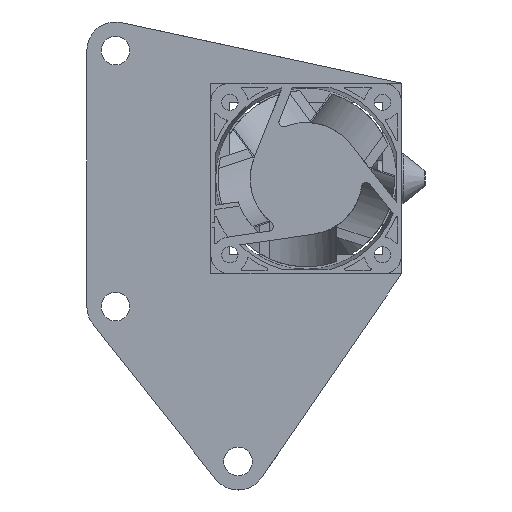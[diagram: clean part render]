
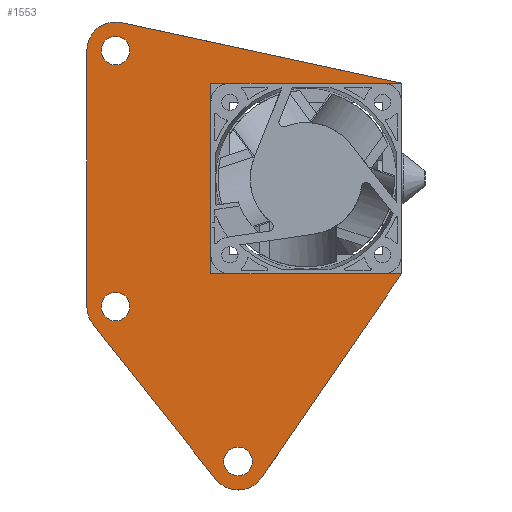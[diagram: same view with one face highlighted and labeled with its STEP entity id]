
A CAD part, left-side view. The second image highlights one B-rep face of the part: STEP entity #1553.
In plain terms, the highlighted planar face has unit normal (-1, 0, 0).
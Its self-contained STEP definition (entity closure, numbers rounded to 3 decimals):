
#21 = CARTESIAN_POINT ( 'NONE',  ( -10., 0., 20. ) ) ;
#257 = DIRECTION ( 'NONE',  ( 0., 1., 0. ) ) ;
#262 = DIRECTION ( 'NONE',  ( 1., 0., 0. ) ) ;
#269 = AXIS2_PLACEMENT_3D ( 'NONE', #3261, #7925, #4169 ) ;
#429 = ORIENTED_EDGE ( 'NONE', *, *, #1158, .T. ) ;
#525 = CARTESIAN_POINT ( 'NONE',  ( -10., 60., 23.845 ) ) ;
#621 = EDGE_CURVE ( 'NONE', #3772, #11850, #11092, .T. ) ;
#648 = CARTESIAN_POINT ( 'NONE',  ( -10., 60., -26.845 ) ) ;
#675 = VECTOR ( 'NONE', #257, 1000. ) ;
#713 = ORIENTED_EDGE ( 'NONE', *, *, #2386, .T. ) ;
#752 = CIRCLE ( 'NONE', #10939, 6. ) ;
#907 = EDGE_CURVE ( 'NONE', #2512, #6018, #3735, .T. ) ;
#912 = VECTOR ( 'NONE', #3597, 1000. ) ;
#969 = ORIENTED_EDGE ( 'NONE', *, *, #8229, .F. ) ;
#1072 = ORIENTED_EDGE ( 'NONE', *, *, #9786, .F. ) ;
#1153 = VERTEX_POINT ( 'NONE', #2114 ) ;
#1158 = EDGE_CURVE ( 'NONE', #1153, #4996, #3568, .T. ) ;
#1243 = DIRECTION ( 'NONE',  ( 0., 0.621, 0.784 ) ) ;
#1288 = CARTESIAN_POINT ( 'NONE',  ( -10., 60., 26.845 ) ) ;
#1368 = CARTESIAN_POINT ( 'NONE',  ( -10., 60., 29.845 ) ) ;
#1445 = VERTEX_POINT ( 'NONE', #6403 ) ;
#1456 = FACE_BOUND ( 'NONE', #5627, .T. ) ;
#1491 = ORIENTED_EDGE ( 'NONE', *, *, #3847, .T. ) ;
#1540 = CARTESIAN_POINT ( 'NONE',  ( -10., 66., 26.845 ) ) ;
#1553 = ADVANCED_FACE ( 'NONE', ( #1456, #3986, #5853, #2351 ), #9555, .F. ) ;
#1644 = EDGE_CURVE ( 'NONE', #11389, #10801, #2983, .T. ) ;
#1767 = CIRCLE ( 'NONE', #5054, 3. ) ;
#1819 = CIRCLE ( 'NONE', #8385, 6. ) ;
#1835 = CARTESIAN_POINT ( 'NONE',  ( -10., 38.994, -63.04 ) ) ;
#1901 = AXIS2_PLACEMENT_3D ( 'NONE', #11765, #3481, #10906 ) ;
#1987 = CIRCLE ( 'NONE', #269, 3. ) ;
#2042 = AXIS2_PLACEMENT_3D ( 'NONE', #8515, #262, #11405 ) ;
#2075 = DIRECTION ( 'NONE',  ( 0., 0., -1. ) ) ;
#2083 = VERTEX_POINT ( 'NONE', #3704 ) ;
#2114 = CARTESIAN_POINT ( 'NONE',  ( -10., 34.29, -62.315 ) ) ;
#2189 = LINE ( 'NONE', #9504, #7731 ) ;
#2243 = AXIS2_PLACEMENT_3D ( 'NONE', #648, #6041, #10594 ) ;
#2336 = CARTESIAN_POINT ( 'NONE',  ( -10., 60., 26.845 ) ) ;
#2351 = FACE_OUTER_BOUND ( 'NONE', #8618, .T. ) ;
#2368 = ORIENTED_EDGE ( 'NONE', *, *, #621, .F. ) ;
#2386 = EDGE_CURVE ( 'NONE', #4996, #1153, #7104, .T. ) ;
#2395 = DIRECTION ( 'NONE',  ( 0., 0., -1. ) ) ;
#2476 = CARTESIAN_POINT ( 'NONE',  ( -10., 40., -20. ) ) ;
#2512 = VERTEX_POINT ( 'NONE', #10056 ) ;
#2983 = CIRCLE ( 'NONE', #3358, 3. ) ;
#3179 = VERTEX_POINT ( 'NONE', #1835 ) ;
#3187 = DIRECTION ( 'NONE',  ( 0., 0., -1. ) ) ;
#3261 = CARTESIAN_POINT ( 'NONE',  ( -10., 60., -26.845 ) ) ;
#3271 = LINE ( 'NONE', #1540, #3369 ) ;
#3358 = AXIS2_PLACEMENT_3D ( 'NONE', #3376, #10867, #9793 ) ;
#3369 = VECTOR ( 'NONE', #6109, 1000. ) ;
#3376 = CARTESIAN_POINT ( 'NONE',  ( -10., 60., -26.845 ) ) ;
#3390 = VECTOR ( 'NONE', #1243, 1000. ) ;
#3456 = CARTESIAN_POINT ( 'NONE',  ( -10., 34.29, -59.315 ) ) ;
#3481 = DIRECTION ( 'NONE',  ( 1., 0., 0. ) ) ;
#3501 = CARTESIAN_POINT ( 'NONE',  ( -10., 34.29, -59.315 ) ) ;
#3544 = DIRECTION ( 'NONE',  ( 1., 0., 0. ) ) ;
#3568 = CIRCLE ( 'NONE', #2042, 3. ) ;
#3597 = DIRECTION ( 'NONE',  ( 0., 0.566, -0.824 ) ) ;
#3633 = DIRECTION ( 'NONE',  ( 0., 0., -1. ) ) ;
#3689 = DIRECTION ( 'NONE',  ( 0., 0., -1. ) ) ;
#3704 = CARTESIAN_POINT ( 'NONE',  ( -10., 66., -26.845 ) ) ;
#3735 = LINE ( 'NONE', #11229, #7630 ) ;
#3772 = VERTEX_POINT ( 'NONE', #7724 ) ;
#3847 = EDGE_CURVE ( 'NONE', #7301, #7239, #1767, .T. ) ;
#3871 = CARTESIAN_POINT ( 'NONE',  ( -10., 60., -29.845 ) ) ;
#3986 = FACE_BOUND ( 'NONE', #5869, .T. ) ;
#4009 = ORIENTED_EDGE ( 'NONE', *, *, #907, .F. ) ;
#4169 = DIRECTION ( 'NONE',  ( 0., 0., -1. ) ) ;
#4172 = CARTESIAN_POINT ( 'NONE',  ( -10., 40., 20. ) ) ;
#4302 = ORIENTED_EDGE ( 'NONE', *, *, #1644, .T. ) ;
#4380 = EDGE_CURVE ( 'NONE', #4643, #7555, #2189, .T. ) ;
#4507 = CIRCLE ( 'NONE', #7396, 3. ) ;
#4555 = CARTESIAN_POINT ( 'NONE',  ( -10., 64.704, -30.57 ) ) ;
#4566 = ORIENTED_EDGE ( 'NONE', *, *, #6134, .F. ) ;
#4643 = VERTEX_POINT ( 'NONE', #4172 ) ;
#4690 = ORIENTED_EDGE ( 'NONE', *, *, #11295, .F. ) ;
#4724 = DIRECTION ( 'NONE',  ( 1., 0., 0. ) ) ;
#4996 = VERTEX_POINT ( 'NONE', #5650 ) ;
#5016 = EDGE_CURVE ( 'NONE', #7555, #3772, #5431, .T. ) ;
#5054 = AXIS2_PLACEMENT_3D ( 'NONE', #2336, #8923, #2395 ) ;
#5188 = AXIS2_PLACEMENT_3D ( 'NONE', #3456, #8958, #3633 ) ;
#5431 = LINE ( 'NONE', #2476, #8244 ) ;
#5443 = CARTESIAN_POINT ( 'NONE',  ( -10., 60., 26.845 ) ) ;
#5462 = VERTEX_POINT ( 'NONE', #4555 ) ;
#5627 = EDGE_LOOP ( 'NONE', ( #429, #713 ) ) ;
#5650 = CARTESIAN_POINT ( 'NONE',  ( -10., 34.29, -56.315 ) ) ;
#5782 = LINE ( 'NONE', #21, #675 ) ;
#5853 = FACE_BOUND ( 'NONE', #9295, .T. ) ;
#5869 = EDGE_LOOP ( 'NONE', ( #4302, #11883 ) ) ;
#5890 = AXIS2_PLACEMENT_3D ( 'NONE', #1288, #10637, #3187 ) ;
#6018 = VERTEX_POINT ( 'NONE', #6159 ) ;
#6041 = DIRECTION ( 'NONE',  ( 1., 0., 0. ) ) ;
#6109 = DIRECTION ( 'NONE',  ( 0., 0., 1. ) ) ;
#6134 = EDGE_CURVE ( 'NONE', #10469, #3179, #11544, .T. ) ;
#6159 = CARTESIAN_POINT ( 'NONE',  ( -10., 0., 20. ) ) ;
#6247 = ORIENTED_EDGE ( 'NONE', *, *, #8990, .F. ) ;
#6403 = CARTESIAN_POINT ( 'NONE',  ( -10., 66., 26.845 ) ) ;
#6732 = ORIENTED_EDGE ( 'NONE', *, *, #5016, .F. ) ;
#7041 = ORIENTED_EDGE ( 'NONE', *, *, #10035, .F. ) ;
#7104 = CIRCLE ( 'NONE', #1901, 3. ) ;
#7195 = DIRECTION ( 'NONE',  ( 1., 0., 0. ) ) ;
#7239 = VERTEX_POINT ( 'NONE', #525 ) ;
#7301 = VERTEX_POINT ( 'NONE', #1368 ) ;
#7396 = AXIS2_PLACEMENT_3D ( 'NONE', #11828, #3544, #9117 ) ;
#7447 = CARTESIAN_POINT ( 'NONE',  ( -10., 40., -20. ) ) ;
#7491 = CARTESIAN_POINT ( 'NONE',  ( -10., 29.345, -62.713 ) ) ;
#7520 = LINE ( 'NONE', #11197, #3390 ) ;
#7555 = VERTEX_POINT ( 'NONE', #7447 ) ;
#7630 = VECTOR ( 'NONE', #9305, 1000. ) ;
#7633 = EDGE_CURVE ( 'NONE', #10801, #11389, #1987, .T. ) ;
#7724 = CARTESIAN_POINT ( 'NONE',  ( -10., 0., -20. ) ) ;
#7731 = VECTOR ( 'NONE', #2075, 1000. ) ;
#7925 = DIRECTION ( 'NONE',  ( 1., 0., 0. ) ) ;
#8217 = EDGE_CURVE ( 'NONE', #7239, #7301, #4507, .T. ) ;
#8229 = EDGE_CURVE ( 'NONE', #6018, #4643, #5782, .T. ) ;
#8244 = VECTOR ( 'NONE', #9122, 1000. ) ;
#8385 = AXIS2_PLACEMENT_3D ( 'NONE', #3501, #7195, #10041 ) ;
#8515 = CARTESIAN_POINT ( 'NONE',  ( -10., 34.29, -59.315 ) ) ;
#8618 = EDGE_LOOP ( 'NONE', ( #4690, #1072, #7041, #9461, #4566, #6247, #2368, #6732, #10789, #969, #4009 ) ) ;
#8923 = DIRECTION ( 'NONE',  ( 1., 0., 0. ) ) ;
#8958 = DIRECTION ( 'NONE',  ( 1., 0., 0. ) ) ;
#8990 = EDGE_CURVE ( 'NONE', #11850, #10469, #1819, .T. ) ;
#9117 = DIRECTION ( 'NONE',  ( 0., 0., -1. ) ) ;
#9122 = DIRECTION ( 'NONE',  ( 0., -1., 0. ) ) ;
#9295 = EDGE_LOOP ( 'NONE', ( #10548, #1491 ) ) ;
#9305 = DIRECTION ( 'NONE',  ( 0., -0.977, -0.212 ) ) ;
#9377 = CIRCLE ( 'NONE', #2243, 6. ) ;
#9461 = ORIENTED_EDGE ( 'NONE', *, *, #9917, .F. ) ;
#9504 = CARTESIAN_POINT ( 'NONE',  ( -10., 40., 20. ) ) ;
#9555 = PLANE ( 'NONE',  #5890 ) ;
#9786 = EDGE_CURVE ( 'NONE', #2083, #1445, #3271, .T. ) ;
#9793 = DIRECTION ( 'NONE',  ( 0., 0., -1. ) ) ;
#9917 = EDGE_CURVE ( 'NONE', #3179, #5462, #7520, .T. ) ;
#10035 = EDGE_CURVE ( 'NONE', #5462, #2083, #9377, .T. ) ;
#10041 = DIRECTION ( 'NONE',  ( 0., 0., -1. ) ) ;
#10056 = CARTESIAN_POINT ( 'NONE',  ( -10., 58.731, 32.709 ) ) ;
#10207 = CARTESIAN_POINT ( 'NONE',  ( -10., 0., -20. ) ) ;
#10469 = VERTEX_POINT ( 'NONE', #11469 ) ;
#10548 = ORIENTED_EDGE ( 'NONE', *, *, #8217, .T. ) ;
#10594 = DIRECTION ( 'NONE',  ( 0., 0., -1. ) ) ;
#10637 = DIRECTION ( 'NONE',  ( 1., 0., 0. ) ) ;
#10789 = ORIENTED_EDGE ( 'NONE', *, *, #4380, .F. ) ;
#10801 = VERTEX_POINT ( 'NONE', #11458 ) ;
#10867 = DIRECTION ( 'NONE',  ( 1., 0., 0. ) ) ;
#10906 = DIRECTION ( 'NONE',  ( 0., 0., -1. ) ) ;
#10939 = AXIS2_PLACEMENT_3D ( 'NONE', #5443, #4724, #3689 ) ;
#11092 = LINE ( 'NONE', #10207, #912 ) ;
#11197 = CARTESIAN_POINT ( 'NONE',  ( -10., 64.704, -30.57 ) ) ;
#11229 = CARTESIAN_POINT ( 'NONE',  ( -10., 0., 20. ) ) ;
#11295 = EDGE_CURVE ( 'NONE', #1445, #2512, #752, .T. ) ;
#11389 = VERTEX_POINT ( 'NONE', #3871 ) ;
#11405 = DIRECTION ( 'NONE',  ( 0., 0., -1. ) ) ;
#11458 = CARTESIAN_POINT ( 'NONE',  ( -10., 60., -23.845 ) ) ;
#11469 = CARTESIAN_POINT ( 'NONE',  ( -10., 34.29, -65.315 ) ) ;
#11544 = CIRCLE ( 'NONE', #5188, 6. ) ;
#11765 = CARTESIAN_POINT ( 'NONE',  ( -10., 34.29, -59.315 ) ) ;
#11828 = CARTESIAN_POINT ( 'NONE',  ( -10., 60., 26.845 ) ) ;
#11850 = VERTEX_POINT ( 'NONE', #7491 ) ;
#11883 = ORIENTED_EDGE ( 'NONE', *, *, #7633, .T. ) ;
